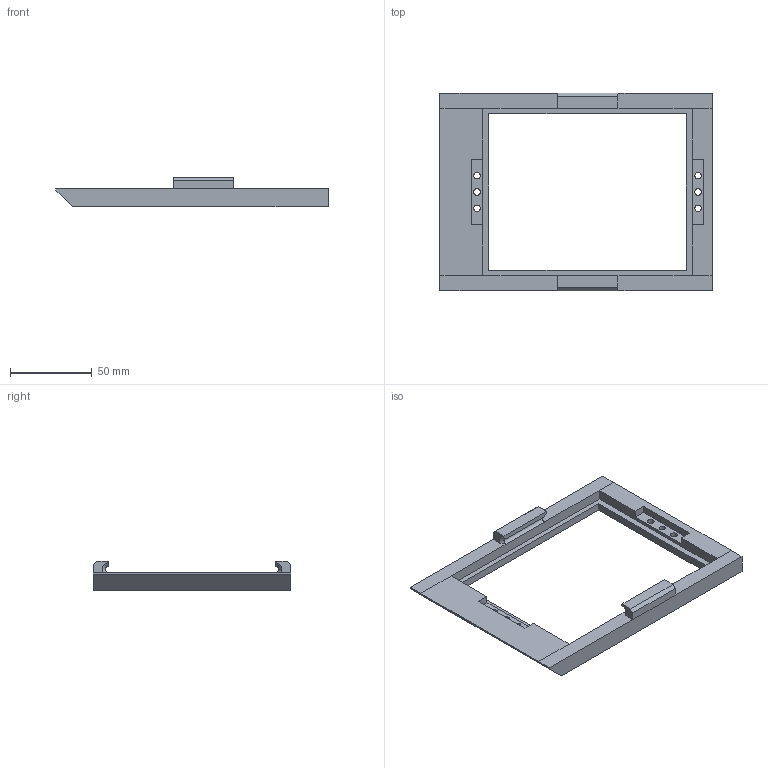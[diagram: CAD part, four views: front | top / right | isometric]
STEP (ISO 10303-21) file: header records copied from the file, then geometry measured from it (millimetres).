
FILE_DESCRIPTION(('FreeCAD Model'),'2;1');
FILE_NAME('Open CASCADE Shape Model','2025-10-26T10:41:00',(''),(''), 'Open CASCADE STEP processor 7.8','FreeCAD','Unknown');
FILE_SCHEMA(('AUTOMOTIVE_DESIGN { 1 0 10303 214 1 1 1 1 }'));
Length unit declared in the file: millimetre
Products named in the file (1): Body
Bounding box: 166.41 x 120.61 x 18.2 mm (x, y, z)
Volume: 80787.4 mm3; surface area: 29557.2 mm2
Topology: 1 solids, 1 shells, 56 faces, 154 edges, 100 vertices
Faces by surface type: plane 41, cylinder 9, cone 6
Full cylindrical faces by diameter (mm): 4 x6
Entity records: 1812 total; most frequent: CARTESIAN_POINT 311, ORIENTED_EDGE 308, DIRECTION 296, EDGE_CURVE 154, LINE 126, VECTOR 126, VERTEX_POINT 100, AXIS2_PLACEMENT_3D 85
